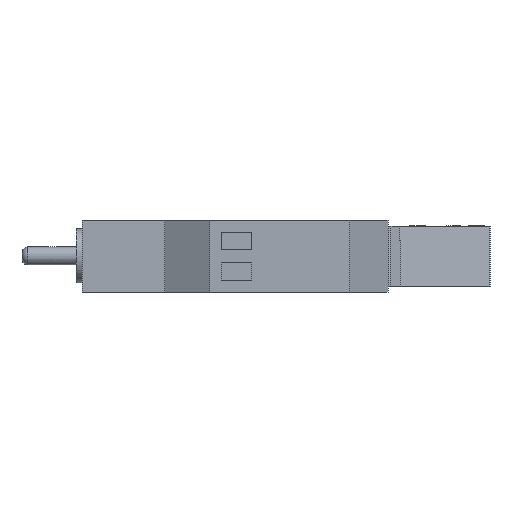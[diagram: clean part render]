
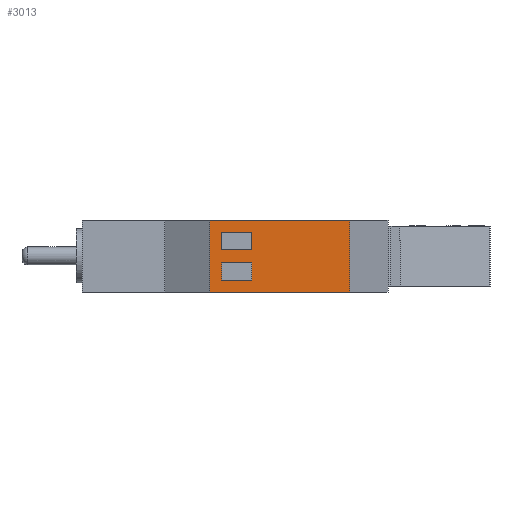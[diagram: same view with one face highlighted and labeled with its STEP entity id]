
A CAD part, left-side view. The second image highlights one B-rep face of the part: STEP entity #3013.
In plain terms, the highlighted planar face has unit normal (-1, 0, 0).
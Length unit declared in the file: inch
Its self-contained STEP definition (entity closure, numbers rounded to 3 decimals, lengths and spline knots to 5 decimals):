
#84 = VERTEX_POINT ( 'NONE', #1200 ) ;
#111 = CARTESIAN_POINT ( 'NONE',  ( -1.61417, 0.08661, 0. ) ) ;
#138 = DIRECTION ( 'NONE',  ( 0., 0., -1. ) ) ;
#167 = CARTESIAN_POINT ( 'NONE',  ( -1.61417, -0.7539, 0.27559 ) ) ;
#243 = VECTOR ( 'NONE', #138, 39.37008 ) ;
#345 = CARTESIAN_POINT ( 'NONE',  ( -1.61417, 0.16535, 0.47244 ) ) ;
#349 = VERTEX_POINT ( 'NONE', #5300 ) ;
#446 = ORIENTED_EDGE ( 'NONE', *, *, #2512, .T. ) ;
#452 = VECTOR ( 'NONE', #1222, 39.37008 ) ;
#513 = EDGE_CURVE ( 'NONE', #84, #5171, #1134, .T. ) ;
#531 = LINE ( 'NONE', #2437, #243 ) ;
#536 = VERTEX_POINT ( 'NONE', #2097 ) ;
#613 = AXIS2_PLACEMENT_3D ( 'NONE', #4804, #3438, #5295 ) ;
#623 = VECTOR ( 'NONE', #3114, 39.37008 ) ;
#699 = CARTESIAN_POINT ( 'NONE',  ( -1.61417, 0.16535, 0. ) ) ;
#714 = VERTEX_POINT ( 'NONE', #345 ) ;
#745 = DIRECTION ( 'NONE',  ( 0., 1., 0. ) ) ;
#897 = DIRECTION ( 'NONE',  ( 0., -1., 0. ) ) ;
#1090 = DIRECTION ( 'NONE',  ( 0., 0., -1. ) ) ;
#1100 = EDGE_CURVE ( 'NONE', #4812, #4025, #4856, .T. ) ;
#1134 = LINE ( 'NONE', #167, #3193 ) ;
#1200 = CARTESIAN_POINT ( 'NONE',  ( -1.61417, -0.11024, 0.27559 ) ) ;
#1206 = CARTESIAN_POINT ( 'NONE',  ( -1.61417, -0.7539, 0.47244 ) ) ;
#1222 = DIRECTION ( 'NONE',  ( 0., 0., -1. ) ) ;
#1257 = CARTESIAN_POINT ( 'NONE',  ( -1.61417, -0.7539, 0.07874 ) ) ;
#1301 = DIRECTION ( 'NONE',  ( 0., -1., 0. ) ) ;
#1304 = CARTESIAN_POINT ( 'NONE',  ( -1.61417, 0.08661, 0.07874 ) ) ;
#1320 = EDGE_CURVE ( 'NONE', #3853, #5026, #3763, .T. ) ;
#1330 = CARTESIAN_POINT ( 'NONE',  ( -1.61417, -0.7539, 0.19685 ) ) ;
#1334 = CARTESIAN_POINT ( 'NONE',  ( -1.61417, -0.11024, 0. ) ) ;
#1440 = LINE ( 'NONE', #6003, #4978 ) ;
#1583 = EDGE_CURVE ( 'NONE', #4025, #1592, #3611, .T. ) ;
#1592 = VERTEX_POINT ( 'NONE', #5956 ) ;
#1660 = DIRECTION ( 'NONE',  ( 0., 0., 1. ) ) ;
#1671 = ORIENTED_EDGE ( 'NONE', *, *, #3868, .T. ) ;
#2097 = CARTESIAN_POINT ( 'NONE',  ( -1.61417, -0.11024, 0.3937 ) ) ;
#2233 = CARTESIAN_POINT ( 'NONE',  ( -1.61417, 0.08661, 0.19685 ) ) ;
#2369 = CARTESIAN_POINT ( 'NONE',  ( -1.61417, -0.04531, 0. ) ) ;
#2406 = VERTEX_POINT ( 'NONE', #5083 ) ;
#2435 = VECTOR ( 'NONE', #1301, 39.37008 ) ;
#2437 = CARTESIAN_POINT ( 'NONE',  ( -1.61417, -0.11024, 0. ) ) ;
#2512 = EDGE_CURVE ( 'NONE', #5171, #349, #5789, .T. ) ;
#2532 = CARTESIAN_POINT ( 'NONE',  ( -1.61417, -0.7539, 0.47244 ) ) ;
#2576 = VECTOR ( 'NONE', #745, 39.37008 ) ;
#2881 = DIRECTION ( 'NONE',  ( 0., 1., 0. ) ) ;
#2915 = FACE_BOUND ( 'NONE', #5427, .T. ) ;
#2946 = ORIENTED_EDGE ( 'NONE', *, *, #4514, .T. ) ;
#2961 = DIRECTION ( 'NONE',  ( 0., 0., 1. ) ) ;
#2974 = VERTEX_POINT ( 'NONE', #3890 ) ;
#3013 = ADVANCED_FACE ( 'NONE', ( #2915, #3407, #4771 ), #5265, .T. ) ;
#3056 = DIRECTION ( 'NONE',  ( 0., 0., 1. ) ) ;
#3073 = ORIENTED_EDGE ( 'NONE', *, *, #513, .T. ) ;
#3114 = DIRECTION ( 'NONE',  ( 0., 1., 0. ) ) ;
#3193 = VECTOR ( 'NONE', #2881, 39.37008 ) ;
#3407 = FACE_BOUND ( 'NONE', #4137, .T. ) ;
#3438 = DIRECTION ( 'NONE',  ( -1., 0., 0. ) ) ;
#3566 = LINE ( 'NONE', #1257, #623 ) ;
#3611 = LINE ( 'NONE', #1330, #2435 ) ;
#3661 = ORIENTED_EDGE ( 'NONE', *, *, #5435, .T. ) ;
#3680 = VECTOR ( 'NONE', #4221, 39.37008 ) ;
#3694 = EDGE_CURVE ( 'NONE', #714, #3853, #3910, .T. ) ;
#3763 = LINE ( 'NONE', #2369, #3680 ) ;
#3771 = LINE ( 'NONE', #2532, #2576 ) ;
#3853 = VERTEX_POINT ( 'NONE', #4482 ) ;
#3868 = EDGE_CURVE ( 'NONE', #2974, #4812, #3566, .T. ) ;
#3890 = CARTESIAN_POINT ( 'NONE',  ( -1.61417, -0.11024, 0.07874 ) ) ;
#3910 = LINE ( 'NONE', #699, #4189 ) ;
#3920 = EDGE_CURVE ( 'NONE', #5026, #2406, #4425, .T. ) ;
#3973 = EDGE_CURVE ( 'NONE', #349, #536, #1440, .T. ) ;
#4025 = VERTEX_POINT ( 'NONE', #2233 ) ;
#4137 = EDGE_LOOP ( 'NONE', ( #4230, #2946, #1671, #5756 ) ) ;
#4189 = VECTOR ( 'NONE', #1090, 39.37008 ) ;
#4221 = DIRECTION ( 'NONE',  ( 0., -1., 0. ) ) ;
#4230 = ORIENTED_EDGE ( 'NONE', *, *, #1583, .T. ) ;
#4394 = ORIENTED_EDGE ( 'NONE', *, *, #5255, .T. ) ;
#4425 = LINE ( 'NONE', #1206, #5759 ) ;
#4482 = CARTESIAN_POINT ( 'NONE',  ( -1.61417, 0.16535, 0. ) ) ;
#4514 = EDGE_CURVE ( 'NONE', #1592, #2974, #531, .T. ) ;
#4526 = LINE ( 'NONE', #1334, #452 ) ;
#4626 = CARTESIAN_POINT ( 'NONE',  ( -1.61417, 0.08661, 0.27559 ) ) ;
#4651 = ORIENTED_EDGE ( 'NONE', *, *, #3694, .T. ) ;
#4771 = FACE_OUTER_BOUND ( 'NONE', #5237, .T. ) ;
#4804 = CARTESIAN_POINT ( 'NONE',  ( -1.61417, -0.7539, 0. ) ) ;
#4809 = ORIENTED_EDGE ( 'NONE', *, *, #3973, .T. ) ;
#4812 = VERTEX_POINT ( 'NONE', #1304 ) ;
#4856 = LINE ( 'NONE', #5407, #5438 ) ;
#4978 = VECTOR ( 'NONE', #897, 39.37008 ) ;
#5026 = VERTEX_POINT ( 'NONE', #5077 ) ;
#5077 = CARTESIAN_POINT ( 'NONE',  ( -1.61417, -0.7539, 0. ) ) ;
#5083 = CARTESIAN_POINT ( 'NONE',  ( -1.61417, -0.7539, 0.47244 ) ) ;
#5171 = VERTEX_POINT ( 'NONE', #4626 ) ;
#5237 = EDGE_LOOP ( 'NONE', ( #5983, #4394, #4651, #5517 ) ) ;
#5255 = EDGE_CURVE ( 'NONE', #2406, #714, #3771, .T. ) ;
#5265 = PLANE ( 'NONE',  #613 ) ;
#5295 = DIRECTION ( 'NONE',  ( 0., -1., 0. ) ) ;
#5300 = CARTESIAN_POINT ( 'NONE',  ( -1.61417, 0.08661, 0.3937 ) ) ;
#5407 = CARTESIAN_POINT ( 'NONE',  ( -1.61417, 0.08661, 0. ) ) ;
#5427 = EDGE_LOOP ( 'NONE', ( #4809, #3661, #3073, #446 ) ) ;
#5435 = EDGE_CURVE ( 'NONE', #536, #84, #4526, .T. ) ;
#5438 = VECTOR ( 'NONE', #1660, 39.37008 ) ;
#5517 = ORIENTED_EDGE ( 'NONE', *, *, #1320, .T. ) ;
#5644 = VECTOR ( 'NONE', #2961, 39.37008 ) ;
#5756 = ORIENTED_EDGE ( 'NONE', *, *, #1100, .T. ) ;
#5759 = VECTOR ( 'NONE', #3056, 39.37008 ) ;
#5789 = LINE ( 'NONE', #111, #5644 ) ;
#5956 = CARTESIAN_POINT ( 'NONE',  ( -1.61417, -0.11024, 0.19685 ) ) ;
#5983 = ORIENTED_EDGE ( 'NONE', *, *, #3920, .T. ) ;
#6003 = CARTESIAN_POINT ( 'NONE',  ( -1.61417, -0.7539, 0.3937 ) ) ;
